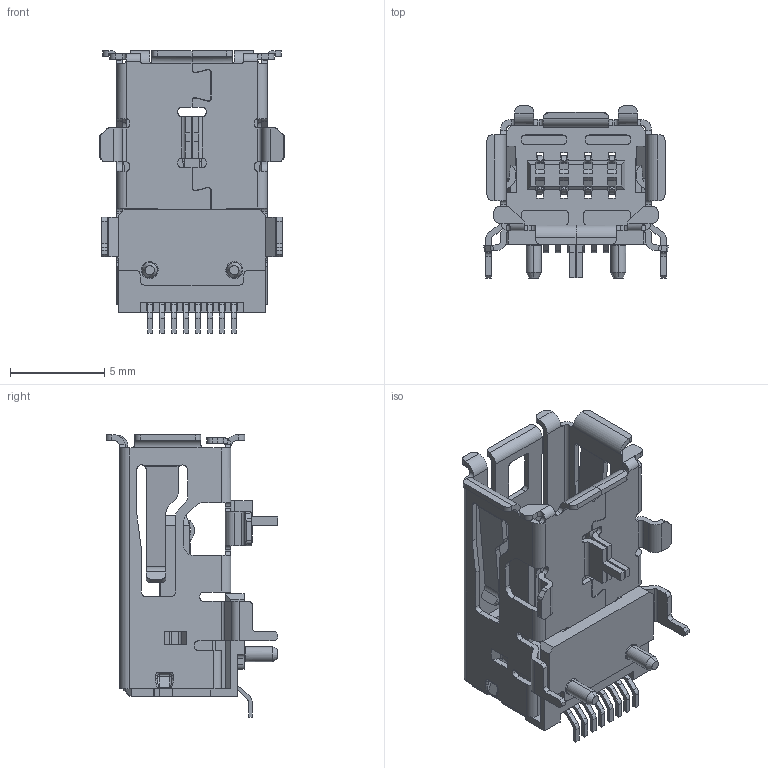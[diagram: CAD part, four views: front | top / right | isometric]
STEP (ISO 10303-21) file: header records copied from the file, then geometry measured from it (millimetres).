
FILE_DESCRIPTION((''),'2;1');
FILE_NAME('FMINI-SURA1XXX-000','2025-12-22T',('gongchengVI'),(''),'PRO/ENGINEER BY PARAMETRIC TECHNOLOGY CORPORATION, 2010280','PRO/ENGINEER BY PARAMETRIC TECHNOLOGY CORPORATION, 2010280','');
FILE_SCHEMA(('CONFIG_CONTROL_DESIGN'));
Length unit declared in the file: millimetre
Products named in the file (1): FMINI-SURA1XXX-000
Bounding box: 9.79 x 9.13 x 15 mm (x, y, z)
Volume: 185.9 mm3; surface area: 1244.5 mm2
Topology: 1 solids, 14 shells, 1563 faces, 4488 edges, 2916 vertices
Faces by surface type: plane 1143, cylinder 388, torus 12, bspline 8, sphere 8, cone 4
Entity records: 51835 total; most frequent: CARTESIAN_POINT 10513, ORIENTED_EDGE 8960, DIRECTION 8200, EDGE_CURVE 4480, VECTOR 3616, LINE 3616, VERTEX_POINT 2916, AXIS2_PLACEMENT_3D 2292
